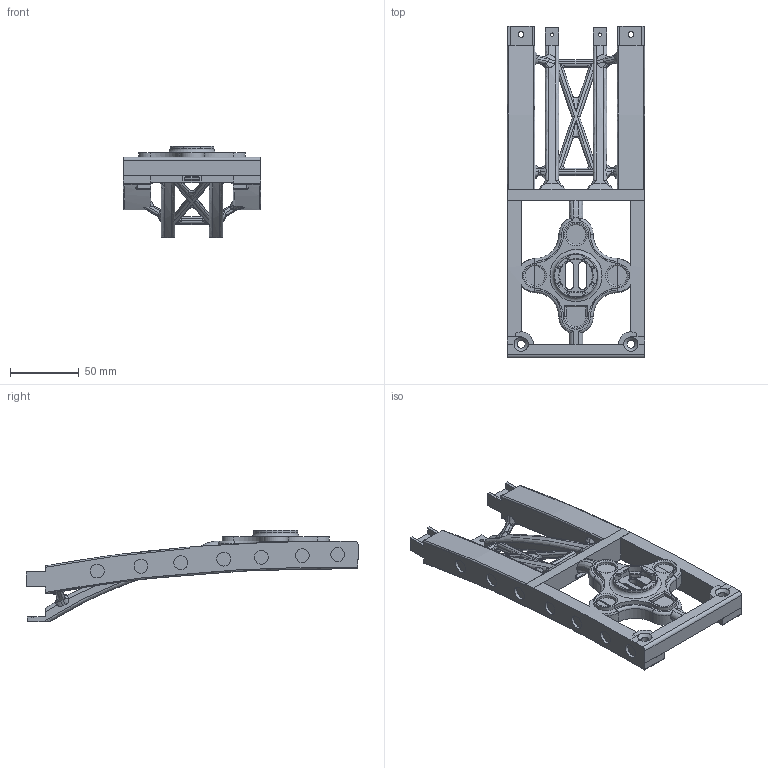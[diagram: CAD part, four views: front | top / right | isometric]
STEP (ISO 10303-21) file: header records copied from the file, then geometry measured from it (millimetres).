
FILE_DESCRIPTION(/* description */ ('Unknown'),/* implementation_level */ '2;1');
FILE_NAME(/* name */ 'Bodymount_hinten_1',/* time_stamp */ '2024-05-04T16:20:10+02:00',/* author */ ('Unknown'),/* organization */ ('Unknown'),/* preprocessor_version */ 'ST-DEVELOPER v18.104',/* originating_system */ 'Solid Edge',/* authorisation */ 'Unknown');
FILE_SCHEMA (('AUTOMOTIVE_DESIGN {1 0 10303 214 3 1 1}'));
Length unit declared in the file: millimetre
Products named in the file (1): Bodymount_hinten_1
Bounding box: 100 x 242.13 x 66.96 mm (x, y, z)
Volume: 226695 mm3; surface area: 69343.2 mm2
Topology: 1 solids, 1 shells, 578 faces, 1545 edges, 949 vertices
Faces by surface type: plane 209, cylinder 172, bspline 129, torus 50, cone 18
Full cylindrical faces by diameter (mm): 2.459 x2, 4.134 x2, 5.8 x2, 10.1 x14, 10.5 x4, 14.5 x3, 30 x1, 32 x1
Entity records: 27125 total; most frequent: CARTESIAN_POINT 10099, ORIENTED_EDGE 2934, DIRECTION 2301, EDGE_CURVE 1467, VERTEX_POINT 923, AXIS2_PLACEMENT_3D 857, EDGE_LOOP 658, FACE_BOUND 658
